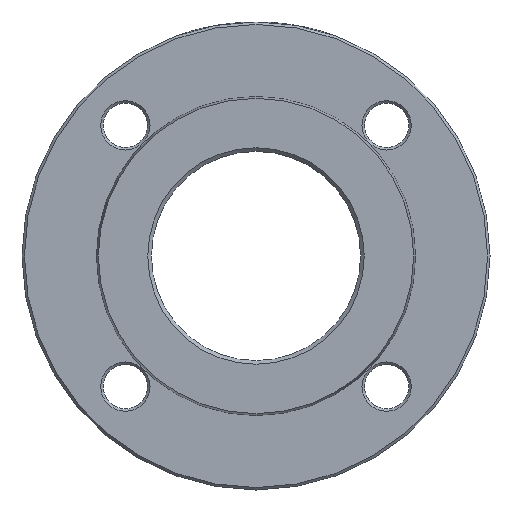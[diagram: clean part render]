
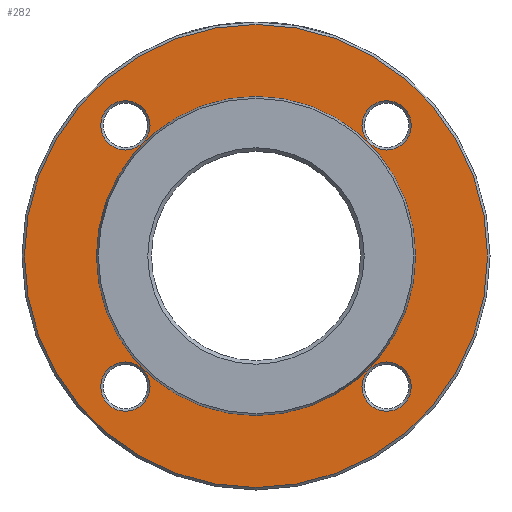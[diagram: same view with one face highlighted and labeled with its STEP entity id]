
A CAD part, left-side view. The second image highlights one B-rep face of the part: STEP entity #282.
In plain terms, the highlighted planar face has unit normal (-1, 0, 0).
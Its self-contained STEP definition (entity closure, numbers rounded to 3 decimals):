
#61 = FACE_BOUND ( 'NONE', #2286, .T. ) ;
#196 = EDGE_CURVE ( 'NONE', #3494, #3494, #4994, .T. ) ;
#251 = ORIENTED_EDGE ( 'NONE', *, *, #4218, .T. ) ;
#282 = ADVANCED_FACE ( 'NONE', ( #4989, #606, #4925, #61, #1610, #4860 ), #4389, .F. ) ;
#409 = CIRCLE ( 'NONE', #2657, 10. ) ;
#481 = CARTESIAN_POINT ( 'NONE',  ( 3., 64.804, 0. ) ) ;
#589 = CIRCLE ( 'NONE', #1837, 10. ) ;
#606 = FACE_BOUND ( 'NONE', #3166, .T. ) ;
#706 = CIRCLE ( 'NONE', #2347, 10. ) ;
#835 = ORIENTED_EDGE ( 'NONE', *, *, #3427, .T. ) ;
#871 = DIRECTION ( 'NONE',  ( 0., 0., -1. ) ) ;
#950 = DIRECTION ( 'NONE',  ( 1., 0., 0. ) ) ;
#958 = DIRECTION ( 'NONE',  ( 1., 0., 0. ) ) ;
#1493 = DIRECTION ( 'NONE',  ( 1., 0., 0. ) ) ;
#1610 = FACE_OUTER_BOUND ( 'NONE', #4928, .T. ) ;
#1638 = CARTESIAN_POINT ( 'NONE',  ( 3., -53.033, -43.033 ) ) ;
#1767 = CARTESIAN_POINT ( 'NONE',  ( 3., 0., -94. ) ) ;
#1833 = CARTESIAN_POINT ( 'NONE',  ( 3., 0., 0. ) ) ;
#1837 = AXIS2_PLACEMENT_3D ( 'NONE', #3800, #5680, #2353 ) ;
#2239 = AXIS2_PLACEMENT_3D ( 'NONE', #1833, #4257, #871 ) ;
#2286 = EDGE_LOOP ( 'NONE', ( #5115 ) ) ;
#2347 = AXIS2_PLACEMENT_3D ( 'NONE', #3836, #950, #3894 ) ;
#2353 = DIRECTION ( 'NONE',  ( 0., 0., 1. ) ) ;
#2380 = ORIENTED_EDGE ( 'NONE', *, *, #196, .F. ) ;
#2569 = DIRECTION ( 'NONE',  ( 1., 0., 0. ) ) ;
#2657 = AXIS2_PLACEMENT_3D ( 'NONE', #6308, #1493, #3954 ) ;
#2668 = EDGE_CURVE ( 'NONE', #3202, #3202, #5195, .T. ) ;
#2922 = DIRECTION ( 'NONE',  ( -1., 0., 0. ) ) ;
#3030 = EDGE_CURVE ( 'NONE', #5045, #5045, #589, .T. ) ;
#3076 = CARTESIAN_POINT ( 'NONE',  ( 3., 0., 64.804 ) ) ;
#3107 = VERTEX_POINT ( 'NONE', #4564 ) ;
#3166 = EDGE_LOOP ( 'NONE', ( #5027 ) ) ;
#3173 = AXIS2_PLACEMENT_3D ( 'NONE', #4515, #2922, #5917 ) ;
#3202 = VERTEX_POINT ( 'NONE', #6131 ) ;
#3424 = CARTESIAN_POINT ( 'NONE',  ( 3., -53.033, 53.033 ) ) ;
#3427 = EDGE_CURVE ( 'NONE', #4093, #4093, #4175, .T. ) ;
#3494 = VERTEX_POINT ( 'NONE', #3076 ) ;
#3568 = EDGE_LOOP ( 'NONE', ( #3905 ) ) ;
#3800 = CARTESIAN_POINT ( 'NONE',  ( 3., -53.033, -53.033 ) ) ;
#3836 = CARTESIAN_POINT ( 'NONE',  ( 3., 53.033, 53.033 ) ) ;
#3878 = EDGE_CURVE ( 'NONE', #5592, #5592, #706, .T. ) ;
#3894 = DIRECTION ( 'NONE',  ( 0., 0., -1. ) ) ;
#3905 = ORIENTED_EDGE ( 'NONE', *, *, #2668, .T. ) ;
#3915 = EDGE_LOOP ( 'NONE', ( #251 ) ) ;
#3954 = DIRECTION ( 'NONE',  ( 0., -1., 0. ) ) ;
#4035 = DIRECTION ( 'NONE',  ( 0., 0., -1. ) ) ;
#4093 = VERTEX_POINT ( 'NONE', #1767 ) ;
#4175 = CIRCLE ( 'NONE', #2239, 94. ) ;
#4218 = EDGE_CURVE ( 'NONE', #3107, #3107, #409, .T. ) ;
#4257 = DIRECTION ( 'NONE',  ( -1., 0., 0. ) ) ;
#4389 = PLANE ( 'NONE',  #5207 ) ;
#4515 = CARTESIAN_POINT ( 'NONE',  ( 3., 0., 0. ) ) ;
#4564 = CARTESIAN_POINT ( 'NONE',  ( 3., 43.033, -53.033 ) ) ;
#4860 = FACE_BOUND ( 'NONE', #5083, .T. ) ;
#4925 = FACE_BOUND ( 'NONE', #3568, .T. ) ;
#4928 = EDGE_LOOP ( 'NONE', ( #835 ) ) ;
#4989 = FACE_BOUND ( 'NONE', #3915, .T. ) ;
#4994 = CIRCLE ( 'NONE', #3173, 64.804 ) ;
#5027 = ORIENTED_EDGE ( 'NONE', *, *, #3030, .T. ) ;
#5045 = VERTEX_POINT ( 'NONE', #1638 ) ;
#5083 = EDGE_LOOP ( 'NONE', ( #2380 ) ) ;
#5091 = AXIS2_PLACEMENT_3D ( 'NONE', #3424, #958, #6290 ) ;
#5115 = ORIENTED_EDGE ( 'NONE', *, *, #3878, .T. ) ;
#5195 = CIRCLE ( 'NONE', #5091, 10. ) ;
#5207 = AXIS2_PLACEMENT_3D ( 'NONE', #481, #2569, #4035 ) ;
#5530 = CARTESIAN_POINT ( 'NONE',  ( 3., 53.033, 43.033 ) ) ;
#5592 = VERTEX_POINT ( 'NONE', #5530 ) ;
#5680 = DIRECTION ( 'NONE',  ( 1., 0., 0. ) ) ;
#5917 = DIRECTION ( 'NONE',  ( 0., 0., 1. ) ) ;
#6131 = CARTESIAN_POINT ( 'NONE',  ( 3., -43.033, 53.033 ) ) ;
#6290 = DIRECTION ( 'NONE',  ( 0., 1., 0. ) ) ;
#6308 = CARTESIAN_POINT ( 'NONE',  ( 3., 53.033, -53.033 ) ) ;
